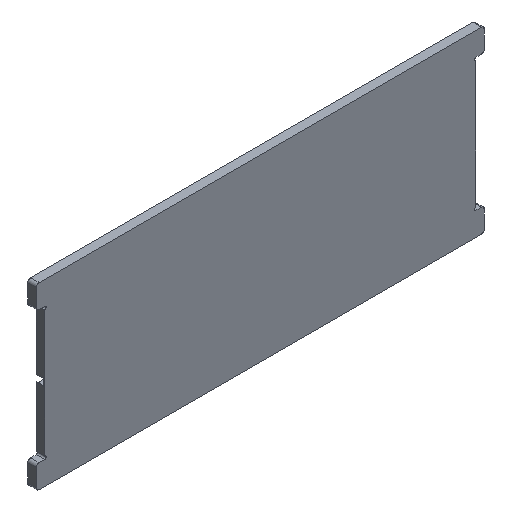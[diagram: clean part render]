
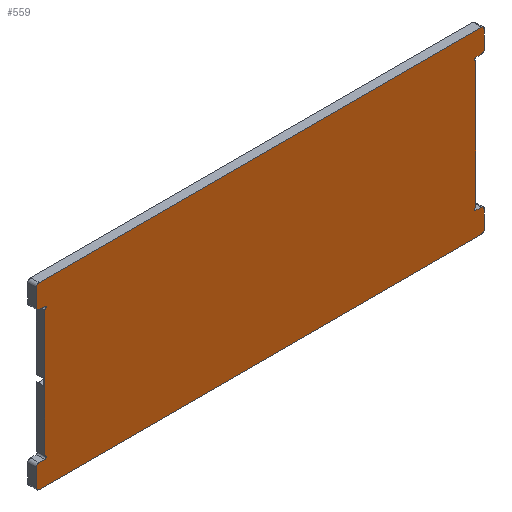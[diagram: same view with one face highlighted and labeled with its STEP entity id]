
A CAD part, isometric view. The second image highlights one B-rep face of the part: STEP entity #559.
In plain terms, the highlighted planar face has unit normal (0, -1, 0).
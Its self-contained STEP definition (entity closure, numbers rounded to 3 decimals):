
#18=PLANE('',#620);
#37=FACE_OUTER_BOUND('',#67,.T.);
#67=EDGE_LOOP('',(#415,#416,#417,#418,#419,#420,#421,#422,#423,#424,#425,
#426,#427,#428,#429,#430,#431,#432,#433,#434,#435,#436,#437,#438));
#113=LINE('',#911,#169);
#114=LINE('',#915,#170);
#115=LINE('',#919,#171);
#116=LINE('',#923,#172);
#117=LINE('',#927,#173);
#118=LINE('',#931,#174);
#119=LINE('',#935,#175);
#120=LINE('',#939,#176);
#121=LINE('',#943,#177);
#122=LINE('',#947,#178);
#123=LINE('',#951,#179);
#124=LINE('',#954,#180);
#169=VECTOR('',#727,10.);
#170=VECTOR('',#730,10.);
#171=VECTOR('',#733,10.);
#172=VECTOR('',#736,10.);
#173=VECTOR('',#739,10.);
#174=VECTOR('',#742,10.);
#175=VECTOR('',#745,10.);
#176=VECTOR('',#748,10.);
#177=VECTOR('',#751,10.);
#178=VECTOR('',#754,10.);
#179=VECTOR('',#757,10.);
#180=VECTOR('',#760,10.);
#219=CIRCLE('',#619,6.125);
#220=CIRCLE('',#621,6.125);
#221=CIRCLE('',#622,3.062);
#222=CIRCLE('',#623,3.063);
#223=CIRCLE('',#624,6.125);
#224=CIRCLE('',#625,6.125);
#225=CIRCLE('',#626,6.125);
#226=CIRCLE('',#627,6.125);
#227=CIRCLE('',#628,3.063);
#228=CIRCLE('',#629,3.063);
#229=CIRCLE('',#630,6.125);
#230=CIRCLE('',#631,6.125);
#263=VERTEX_POINT('',#904);
#264=VERTEX_POINT('',#906);
#265=VERTEX_POINT('',#910);
#266=VERTEX_POINT('',#912);
#267=VERTEX_POINT('',#914);
#268=VERTEX_POINT('',#916);
#269=VERTEX_POINT('',#918);
#270=VERTEX_POINT('',#920);
#271=VERTEX_POINT('',#922);
#272=VERTEX_POINT('',#924);
#273=VERTEX_POINT('',#926);
#274=VERTEX_POINT('',#928);
#275=VERTEX_POINT('',#930);
#276=VERTEX_POINT('',#932);
#277=VERTEX_POINT('',#934);
#278=VERTEX_POINT('',#936);
#279=VERTEX_POINT('',#938);
#280=VERTEX_POINT('',#940);
#281=VERTEX_POINT('',#942);
#282=VERTEX_POINT('',#944);
#283=VERTEX_POINT('',#946);
#284=VERTEX_POINT('',#948);
#285=VERTEX_POINT('',#950);
#286=VERTEX_POINT('',#952);
#324=EDGE_CURVE('',#263,#264,#219,.T.);
#326=EDGE_CURVE('',#263,#265,#113,.T.);
#327=EDGE_CURVE('',#266,#265,#220,.T.);
#328=EDGE_CURVE('',#267,#266,#114,.T.);
#329=EDGE_CURVE('',#267,#268,#221,.T.);
#330=EDGE_CURVE('',#269,#268,#115,.T.);
#331=EDGE_CURVE('',#269,#270,#222,.T.);
#332=EDGE_CURVE('',#271,#270,#116,.T.);
#333=EDGE_CURVE('',#272,#271,#223,.T.);
#334=EDGE_CURVE('',#272,#273,#117,.T.);
#335=EDGE_CURVE('',#274,#273,#224,.T.);
#336=EDGE_CURVE('',#274,#275,#118,.T.);
#337=EDGE_CURVE('',#276,#275,#225,.T.);
#338=EDGE_CURVE('',#276,#277,#119,.T.);
#339=EDGE_CURVE('',#278,#277,#226,.T.);
#340=EDGE_CURVE('',#278,#279,#120,.T.);
#341=EDGE_CURVE('',#279,#280,#227,.T.);
#342=EDGE_CURVE('',#280,#281,#121,.T.);
#343=EDGE_CURVE('',#281,#282,#228,.T.);
#344=EDGE_CURVE('',#282,#283,#122,.T.);
#345=EDGE_CURVE('',#284,#283,#229,.T.);
#346=EDGE_CURVE('',#284,#285,#123,.T.);
#347=EDGE_CURVE('',#286,#285,#230,.T.);
#348=EDGE_CURVE('',#286,#264,#124,.T.);
#415=ORIENTED_EDGE('',*,*,#324,.F.);
#416=ORIENTED_EDGE('',*,*,#326,.T.);
#417=ORIENTED_EDGE('',*,*,#327,.F.);
#418=ORIENTED_EDGE('',*,*,#328,.F.);
#419=ORIENTED_EDGE('',*,*,#329,.T.);
#420=ORIENTED_EDGE('',*,*,#330,.F.);
#421=ORIENTED_EDGE('',*,*,#331,.T.);
#422=ORIENTED_EDGE('',*,*,#332,.F.);
#423=ORIENTED_EDGE('',*,*,#333,.F.);
#424=ORIENTED_EDGE('',*,*,#334,.T.);
#425=ORIENTED_EDGE('',*,*,#335,.F.);
#426=ORIENTED_EDGE('',*,*,#336,.T.);
#427=ORIENTED_EDGE('',*,*,#337,.F.);
#428=ORIENTED_EDGE('',*,*,#338,.T.);
#429=ORIENTED_EDGE('',*,*,#339,.F.);
#430=ORIENTED_EDGE('',*,*,#340,.T.);
#431=ORIENTED_EDGE('',*,*,#341,.T.);
#432=ORIENTED_EDGE('',*,*,#342,.T.);
#433=ORIENTED_EDGE('',*,*,#343,.T.);
#434=ORIENTED_EDGE('',*,*,#344,.T.);
#435=ORIENTED_EDGE('',*,*,#345,.F.);
#436=ORIENTED_EDGE('',*,*,#346,.T.);
#437=ORIENTED_EDGE('',*,*,#347,.F.);
#438=ORIENTED_EDGE('',*,*,#348,.T.);
#559=ADVANCED_FACE('',(#37),#18,.F.);
#619=AXIS2_PLACEMENT_3D('',#907,#722,#723);
#620=AXIS2_PLACEMENT_3D('',#909,#725,#726);
#621=AXIS2_PLACEMENT_3D('',#913,#728,#729);
#622=AXIS2_PLACEMENT_3D('',#917,#731,#732);
#623=AXIS2_PLACEMENT_3D('',#921,#734,#735);
#624=AXIS2_PLACEMENT_3D('',#925,#737,#738);
#625=AXIS2_PLACEMENT_3D('',#929,#740,#741);
#626=AXIS2_PLACEMENT_3D('',#933,#743,#744);
#627=AXIS2_PLACEMENT_3D('',#937,#746,#747);
#628=AXIS2_PLACEMENT_3D('',#941,#749,#750);
#629=AXIS2_PLACEMENT_3D('',#945,#752,#753);
#630=AXIS2_PLACEMENT_3D('',#949,#755,#756);
#631=AXIS2_PLACEMENT_3D('',#953,#758,#759);
#722=DIRECTION('center_axis',(0.,1.,0.));
#723=DIRECTION('ref_axis',(0.707,0.,-0.707));
#725=DIRECTION('center_axis',(0.,1.,0.));
#726=DIRECTION('ref_axis',(1.,0.,0.));
#727=DIRECTION('',(0.,0.,1.));
#728=DIRECTION('center_axis',(0.,1.,0.));
#729=DIRECTION('ref_axis',(0.707,0.,0.707));
#730=DIRECTION('',(1.,0.,0.));
#731=DIRECTION('center_axis',(0.,1.,0.));
#732=DIRECTION('ref_axis',(1.,0.,0.));
#733=DIRECTION('',(0.,0.,-1.));
#734=DIRECTION('center_axis',(0.,1.,0.));
#735=DIRECTION('ref_axis',(1.,0.,0.));
#736=DIRECTION('',(-1.,0.,0.));
#737=DIRECTION('center_axis',(0.,1.,0.));
#738=DIRECTION('ref_axis',(0.707,0.,-0.707));
#739=DIRECTION('',(0.,0.,1.));
#740=DIRECTION('center_axis',(0.,1.,0.));
#741=DIRECTION('ref_axis',(0.707,0.,0.707));
#742=DIRECTION('',(-1.,0.,0.));
#743=DIRECTION('center_axis',(0.,1.,0.));
#744=DIRECTION('ref_axis',(-0.707,0.,0.707));
#745=DIRECTION('',(0.,0.,-1.));
#746=DIRECTION('center_axis',(0.,1.,0.));
#747=DIRECTION('ref_axis',(-0.707,0.,-0.707));
#748=DIRECTION('',(1.,0.,0.));
#749=DIRECTION('center_axis',(0.,1.,0.));
#750=DIRECTION('ref_axis',(1.,0.,0.));
#751=DIRECTION('',(0.,0.,-1.));
#752=DIRECTION('center_axis',(0.,1.,0.));
#753=DIRECTION('ref_axis',(1.,0.,0.));
#754=DIRECTION('',(-1.,0.,0.));
#755=DIRECTION('center_axis',(0.,1.,0.));
#756=DIRECTION('ref_axis',(-0.707,0.,0.707));
#757=DIRECTION('',(0.,0.,-1.));
#758=DIRECTION('center_axis',(0.,1.,0.));
#759=DIRECTION('ref_axis',(-0.707,0.,-0.707));
#760=DIRECTION('',(1.,0.,0.));
#904=CARTESIAN_POINT('',(65.976,0.,-647.185));
#906=CARTESIAN_POINT('',(59.851,0.,-653.31));
#907=CARTESIAN_POINT('Origin',(59.851,0.,-647.185));
#909=CARTESIAN_POINT('Origin',(-413.024,0.,-461.644));
#910=CARTESIAN_POINT('',(65.976,0.,-609.435));
#911=CARTESIAN_POINT('',(65.976,0.,-653.31));
#912=CARTESIAN_POINT('',(59.851,0.,-603.31));
#913=CARTESIAN_POINT('Origin',(59.851,0.,-609.435));
#914=CARTESIAN_POINT('',(47.976,0.,-603.31));
#915=CARTESIAN_POINT('',(47.976,0.,-603.31));
#916=CARTESIAN_POINT('',(47.976,0.,-597.185));
#917=CARTESIAN_POINT('Origin',(47.976,0.,-600.248));
#918=CARTESIAN_POINT('',(47.976,0.,-326.102));
#919=CARTESIAN_POINT('',(47.976,0.,-319.977));
#920=CARTESIAN_POINT('',(47.976,0.,-319.977));
#921=CARTESIAN_POINT('Origin',(47.976,0.,-323.039));
#922=CARTESIAN_POINT('',(59.851,0.,-319.977));
#923=CARTESIAN_POINT('',(65.976,0.,-319.977));
#924=CARTESIAN_POINT('',(65.976,0.,-313.852));
#925=CARTESIAN_POINT('Origin',(59.851,0.,-313.852));
#926=CARTESIAN_POINT('',(65.976,0.,-276.102));
#927=CARTESIAN_POINT('',(65.976,0.,-653.31));
#928=CARTESIAN_POINT('',(59.851,0.,-269.977));
#929=CARTESIAN_POINT('Origin',(59.851,0.,-276.102));
#930=CARTESIAN_POINT('',(-885.899,0.,-269.977));
#931=CARTESIAN_POINT('',(65.976,0.,-269.977));
#932=CARTESIAN_POINT('',(-892.024,0.,-276.102));
#933=CARTESIAN_POINT('Origin',(-885.899,0.,-276.102));
#934=CARTESIAN_POINT('',(-892.024,0.,-313.852));
#935=CARTESIAN_POINT('',(-892.024,0.,-269.977));
#936=CARTESIAN_POINT('',(-885.899,0.,-319.977));
#937=CARTESIAN_POINT('Origin',(-885.899,0.,-313.852));
#938=CARTESIAN_POINT('',(-874.024,0.,-319.977));
#939=CARTESIAN_POINT('',(-892.024,0.,-319.977));
#940=CARTESIAN_POINT('',(-874.024,0.,-326.102));
#941=CARTESIAN_POINT('Origin',(-874.024,0.,-323.039));
#942=CARTESIAN_POINT('',(-874.024,0.,-597.185));
#943=CARTESIAN_POINT('',(-874.024,0.,-319.977));
#944=CARTESIAN_POINT('',(-874.024,0.,-603.31));
#945=CARTESIAN_POINT('Origin',(-874.024,0.,-600.248));
#946=CARTESIAN_POINT('',(-885.899,0.,-603.31));
#947=CARTESIAN_POINT('',(-874.024,0.,-603.31));
#948=CARTESIAN_POINT('',(-892.024,0.,-609.435));
#949=CARTESIAN_POINT('Origin',(-885.899,0.,-609.435));
#950=CARTESIAN_POINT('',(-892.024,0.,-647.185));
#951=CARTESIAN_POINT('',(-892.024,0.,-269.977));
#952=CARTESIAN_POINT('',(-885.899,0.,-653.31));
#953=CARTESIAN_POINT('Origin',(-885.899,0.,-647.185));
#954=CARTESIAN_POINT('',(-892.024,0.,-653.31));
